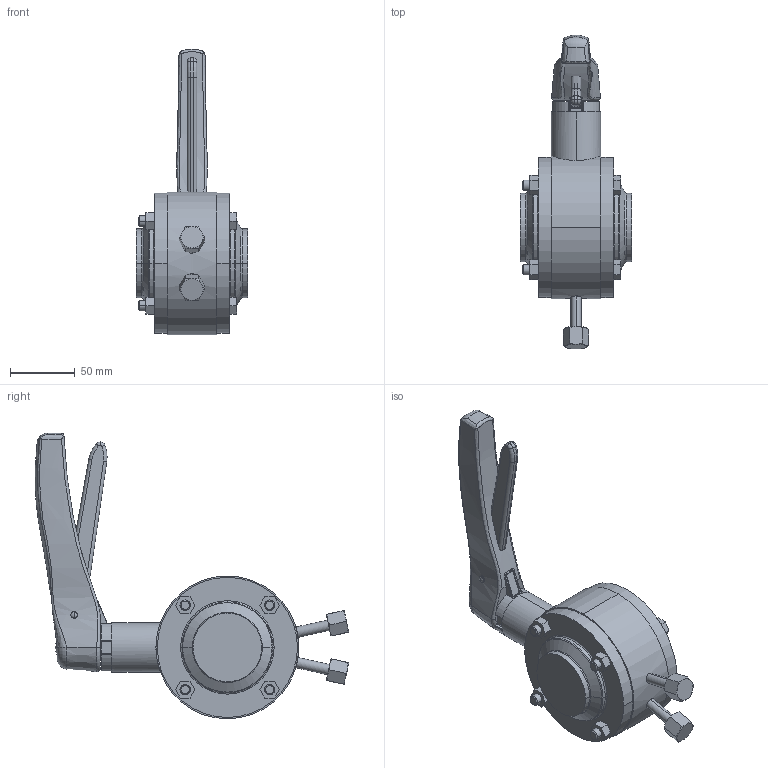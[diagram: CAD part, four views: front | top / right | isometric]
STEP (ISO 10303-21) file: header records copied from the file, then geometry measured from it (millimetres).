
FILE_DESCRIPTION(('OneSpaceDesigner STEP Export'),'2;1');
FILE_NAME('sd282714.stp','2006-02-24T14:01:11',(''),(''),'OneSpace Designer STEP processor for AP214 (Solid Model)','OneSpace Designer 13.20B 05-Dec-2005 (C) CoCreate Software GmbH','');
FILE_SCHEMA(('AUTOMOTIVE_DESIGN { 1 0 10303 214 1 1 1 1 }'));
Length unit declared in the file: millimetre
Products named in the file (2): 4367.050.130-021_1; Leckagescheibenventil
Assembly tree (1 placements, depth 2):
  Leckagescheibenventil
    4367.050.130-021_1
Bounding box: 86 x 241.61 x 220 mm (x, y, z)
Volume: 820444.2 mm3; surface area: 76277.1 mm2
Topology: 1 solids, 1 shells, 291 faces, 755 edges, 480 vertices
Faces by surface type: plane 119, cylinder 79, cone 39, torus 24, bspline 18, sphere 6, extrusion 5, revolution 1
Entity records: 19036 total; most frequent: CARTESIAN_POINT 10241, ORIENTED_EDGE 1498, DIRECTION 1088, EDGE_CURVE 749, VERTEX_POINT 480, AXIS2_PLACEMENT_3D 375, VECTOR 337, LINE 332
